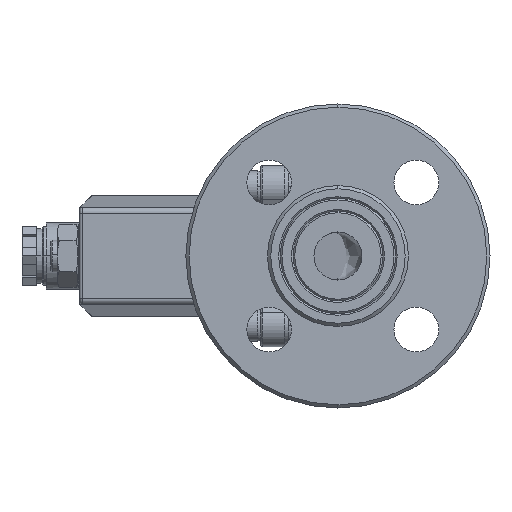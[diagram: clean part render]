
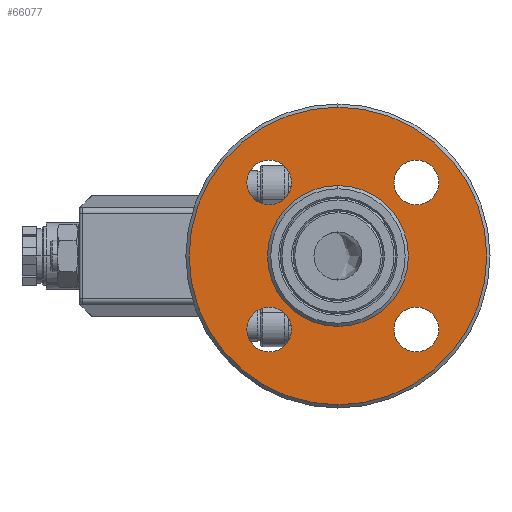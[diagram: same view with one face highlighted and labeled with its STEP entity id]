
A CAD part, left-side view. The second image highlights one B-rep face of the part: STEP entity #66077.
In plain terms, the highlighted planar face has unit normal (-1, 0, 0).
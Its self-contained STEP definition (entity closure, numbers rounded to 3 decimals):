
#775 = DIRECTION ( 'NONE',  ( 1., 0., 0. ) ) ;
#2104 = EDGE_CURVE ( 'NONE', #60202, #82104, #13283, .T. ) ;
#2439 = EDGE_CURVE ( 'NONE', #40583, #12697, #57172, .T. ) ;
#2456 = EDGE_LOOP ( 'NONE', ( #48616, #73117 ) ) ;
#4067 = DIRECTION ( 'NONE',  ( 0., 0., -1. ) ) ;
#4843 = CARTESIAN_POINT ( 'NONE',  ( -52., -39.98, 22.98 ) ) ;
#5502 = DIRECTION ( 'NONE',  ( 1., 0., 0. ) ) ;
#6919 = DIRECTION ( 'NONE',  ( 1., 0., 0. ) ) ;
#7469 = ORIENTED_EDGE ( 'NONE', *, *, #44454, .T. ) ;
#10278 = EDGE_CURVE ( 'NONE', #25913, #77292, #51589, .T. ) ;
#10663 = FACE_BOUND ( 'NONE', #39562, .T. ) ;
#10695 = CIRCLE ( 'NONE', #16231, 7. ) ;
#11179 = EDGE_CURVE ( 'NONE', #77292, #25913, #64940, .T. ) ;
#11454 = PLANE ( 'NONE',  #73039 ) ;
#11538 = CARTESIAN_POINT ( 'NONE',  ( -52., -15.5, -46.5 ) ) ;
#12426 = AXIS2_PLACEMENT_3D ( 'NONE', #77598, #32464, #84943 ) ;
#12529 = DIRECTION ( 'NONE',  ( 0., 0., -1. ) ) ;
#12697 = VERTEX_POINT ( 'NONE', #92538 ) ;
#13040 = FACE_BOUND ( 'NONE', #96374, .T. ) ;
#13275 = CIRCLE ( 'NONE', #59784, 7. ) ;
#13283 = CIRCLE ( 'NONE', #34927, 7. ) ;
#14614 = EDGE_LOOP ( 'NONE', ( #7469, #58276 ) ) ;
#16231 = AXIS2_PLACEMENT_3D ( 'NONE', #52415, #6919, #60015 ) ;
#16435 = AXIS2_PLACEMENT_3D ( 'NONE', #46418, #46300, #46285 ) ;
#17166 = CIRCLE ( 'NONE', #58520, 46.5 ) ;
#18502 = VERTEX_POINT ( 'NONE', #76355 ) ;
#24104 = EDGE_CURVE ( 'NONE', #12697, #40583, #17166, .T. ) ;
#25913 = VERTEX_POINT ( 'NONE', #69509 ) ;
#26388 = EDGE_CURVE ( 'NONE', #68302, #18502, #71726, .T. ) ;
#29232 = ORIENTED_EDGE ( 'NONE', *, *, #2104, .T. ) ;
#29843 = CARTESIAN_POINT ( 'NONE',  ( -52., -15.5, 22. ) ) ;
#29947 = ORIENTED_EDGE ( 'NONE', *, *, #2439, .F. ) ;
#30849 = FACE_OUTER_BOUND ( 'NONE', #89777, .T. ) ;
#31262 = VERTEX_POINT ( 'NONE', #55310 ) ;
#32464 = DIRECTION ( 'NONE',  ( 1., 0., 0. ) ) ;
#34877 = AXIS2_PLACEMENT_3D ( 'NONE', #51022, #5502, #58606 ) ;
#34927 = AXIS2_PLACEMENT_3D ( 'NONE', #53210, #53122, #53037 ) ;
#38195 = DIRECTION ( 'NONE',  ( 1., 0., 0. ) ) ;
#38794 = CARTESIAN_POINT ( 'NONE',  ( -52., -39.98, -15.98 ) ) ;
#38840 = DIRECTION ( 'NONE',  ( 1., 0., 0. ) ) ;
#39562 = EDGE_LOOP ( 'NONE', ( #39664, #29232 ) ) ;
#39664 = ORIENTED_EDGE ( 'NONE', *, *, #88862, .T. ) ;
#40583 = VERTEX_POINT ( 'NONE', #11538 ) ;
#43264 = CARTESIAN_POINT ( 'NONE',  ( -52., 5.98, 22.98 ) ) ;
#43972 = VERTEX_POINT ( 'NONE', #38794 ) ;
#44454 = EDGE_CURVE ( 'NONE', #31262, #84292, #45961, .T. ) ;
#44869 = EDGE_CURVE ( 'NONE', #84292, #31262, #60207, .T. ) ;
#45961 = CIRCLE ( 'NONE', #63288, 7. ) ;
#46285 = DIRECTION ( 'NONE',  ( 0., 0., -1. ) ) ;
#46300 = DIRECTION ( 'NONE',  ( 1., 0., 0. ) ) ;
#46333 = CARTESIAN_POINT ( 'NONE',  ( -52., -39.98, 22.98 ) ) ;
#46418 = CARTESIAN_POINT ( 'NONE',  ( -52., -15.5, 0. ) ) ;
#48616 = ORIENTED_EDGE ( 'NONE', *, *, #94365, .T. ) ;
#49613 = DIRECTION ( 'NONE',  ( 1., 0., 0. ) ) ;
#50879 = DIRECTION ( 'NONE',  ( 0., 0., -1. ) ) ;
#51022 = CARTESIAN_POINT ( 'NONE',  ( -52., 5.98, -22.98 ) ) ;
#51052 = FACE_BOUND ( 'NONE', #14614, .T. ) ;
#51589 = CIRCLE ( 'NONE', #83330, 22. ) ;
#52415 = CARTESIAN_POINT ( 'NONE',  ( -52., -39.98, -22.98 ) ) ;
#53037 = DIRECTION ( 'NONE',  ( 0., 0., -1. ) ) ;
#53045 = CARTESIAN_POINT ( 'NONE',  ( -52., -39.98, 29.98 ) ) ;
#53122 = DIRECTION ( 'NONE',  ( 1., 0., 0. ) ) ;
#53210 = CARTESIAN_POINT ( 'NONE',  ( -52., 5.98, 22.98 ) ) ;
#53800 = AXIS2_PLACEMENT_3D ( 'NONE', #83729, #38840, #91029 ) ;
#53894 = DIRECTION ( 'NONE',  ( 0., 0., -1. ) ) ;
#54412 = AXIS2_PLACEMENT_3D ( 'NONE', #46333, #775, #53894 ) ;
#54864 = EDGE_LOOP ( 'NONE', ( #73925, #82769 ) ) ;
#55310 = CARTESIAN_POINT ( 'NONE',  ( -52., -39.98, 15.98 ) ) ;
#56835 = CIRCLE ( 'NONE', #12426, 7. ) ;
#57172 = CIRCLE ( 'NONE', #16435, 46.5 ) ;
#57967 = DIRECTION ( 'NONE',  ( 1., 0., 0. ) ) ;
#58276 = ORIENTED_EDGE ( 'NONE', *, *, #44869, .T. ) ;
#58520 = AXIS2_PLACEMENT_3D ( 'NONE', #83113, #38195, #90429 ) ;
#58606 = DIRECTION ( 'NONE',  ( 0., 0., -1. ) ) ;
#59204 = CARTESIAN_POINT ( 'NONE',  ( -52., -39.98, -29.98 ) ) ;
#59238 = DIRECTION ( 'NONE',  ( 0., 0., -1. ) ) ;
#59254 = DIRECTION ( 'NONE',  ( -1., 0., 0. ) ) ;
#59324 = CARTESIAN_POINT ( 'NONE',  ( -52., -15.5, 0. ) ) ;
#59784 = AXIS2_PLACEMENT_3D ( 'NONE', #43264, #95178, #50879 ) ;
#60015 = DIRECTION ( 'NONE',  ( 0., 0., -1. ) ) ;
#60202 = VERTEX_POINT ( 'NONE', #61088 ) ;
#60207 = CIRCLE ( 'NONE', #54412, 7. ) ;
#60923 = EDGE_CURVE ( 'NONE', #43972, #94202, #10695, .T. ) ;
#61088 = CARTESIAN_POINT ( 'NONE',  ( -52., 5.98, 29.98 ) ) ;
#62707 = CARTESIAN_POINT ( 'NONE',  ( -52., 5.98, -15.98 ) ) ;
#62737 = ORIENTED_EDGE ( 'NONE', *, *, #24104, .F. ) ;
#63288 = AXIS2_PLACEMENT_3D ( 'NONE', #4843, #57967, #12529 ) ;
#64940 = CIRCLE ( 'NONE', #80824, 22. ) ;
#65644 = ORIENTED_EDGE ( 'NONE', *, *, #73474, .T. ) ;
#66077 = ADVANCED_FACE ( 'NONE', ( #30849, #90532, #71096, #51052, #10663, #13040 ), #11454, .F. ) ;
#68302 = VERTEX_POINT ( 'NONE', #62707 ) ;
#69509 = CARTESIAN_POINT ( 'NONE',  ( -52., -15.5, -22. ) ) ;
#70892 = CIRCLE ( 'NONE', #53800, 7. ) ;
#71096 = FACE_BOUND ( 'NONE', #2456, .T. ) ;
#71726 = CIRCLE ( 'NONE', #34877, 7. ) ;
#73039 = AXIS2_PLACEMENT_3D ( 'NONE', #94019, #49613, #4067 ) ;
#73117 = ORIENTED_EDGE ( 'NONE', *, *, #60923, .T. ) ;
#73474 = EDGE_CURVE ( 'NONE', #18502, #68302, #56835, .T. ) ;
#73925 = ORIENTED_EDGE ( 'NONE', *, *, #10278, .F. ) ;
#76355 = CARTESIAN_POINT ( 'NONE',  ( -52., 5.98, -29.98 ) ) ;
#76443 = CARTESIAN_POINT ( 'NONE',  ( -52., 5.98, 15.98 ) ) ;
#77292 = VERTEX_POINT ( 'NONE', #29843 ) ;
#77598 = CARTESIAN_POINT ( 'NONE',  ( -52., 5.98, -22.98 ) ) ;
#78732 = ORIENTED_EDGE ( 'NONE', *, *, #26388, .T. ) ;
#80824 = AXIS2_PLACEMENT_3D ( 'NONE', #59324, #59254, #59238 ) ;
#82104 = VERTEX_POINT ( 'NONE', #76443 ) ;
#82769 = ORIENTED_EDGE ( 'NONE', *, *, #11179, .F. ) ;
#83113 = CARTESIAN_POINT ( 'NONE',  ( -52., -15.5, 0. ) ) ;
#83330 = AXIS2_PLACEMENT_3D ( 'NONE', #94775, #95189, #90556 ) ;
#83729 = CARTESIAN_POINT ( 'NONE',  ( -52., -39.98, -22.98 ) ) ;
#84292 = VERTEX_POINT ( 'NONE', #53045 ) ;
#84943 = DIRECTION ( 'NONE',  ( 0., 0., -1. ) ) ;
#88862 = EDGE_CURVE ( 'NONE', #82104, #60202, #13275, .T. ) ;
#89777 = EDGE_LOOP ( 'NONE', ( #29947, #62737 ) ) ;
#90429 = DIRECTION ( 'NONE',  ( 0., 0., -1. ) ) ;
#90532 = FACE_BOUND ( 'NONE', #54864, .T. ) ;
#90556 = DIRECTION ( 'NONE',  ( 0., 0., -1. ) ) ;
#91029 = DIRECTION ( 'NONE',  ( 0., 0., -1. ) ) ;
#92538 = CARTESIAN_POINT ( 'NONE',  ( -52., -15.5, 46.5 ) ) ;
#94019 = CARTESIAN_POINT ( 'NONE',  ( -52., -15.5, 0. ) ) ;
#94202 = VERTEX_POINT ( 'NONE', #59204 ) ;
#94365 = EDGE_CURVE ( 'NONE', #94202, #43972, #70892, .T. ) ;
#94775 = CARTESIAN_POINT ( 'NONE',  ( -52., -15.5, 0. ) ) ;
#95178 = DIRECTION ( 'NONE',  ( 1., 0., 0. ) ) ;
#95189 = DIRECTION ( 'NONE',  ( -1., 0., 0. ) ) ;
#96374 = EDGE_LOOP ( 'NONE', ( #65644, #78732 ) ) ;
